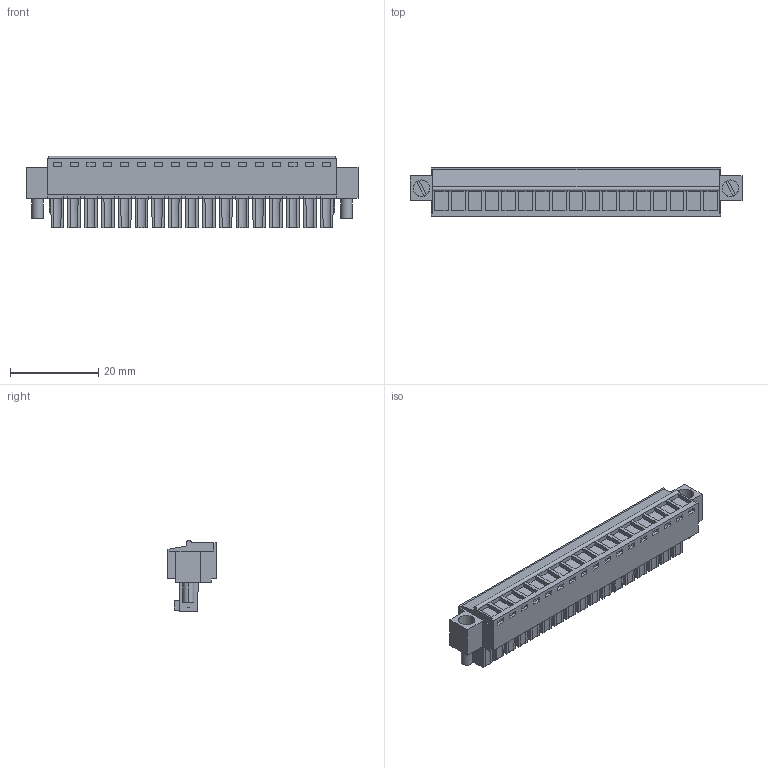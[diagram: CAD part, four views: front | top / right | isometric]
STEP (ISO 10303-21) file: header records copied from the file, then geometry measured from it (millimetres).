
FILE_DESCRIPTION(('CATIA V5 STEP','CAx-IF Rec.Pracs.--- Model Styling and Organization---1.2---2011-12-15'),'2;1');
FILE_NAME ('D1459752_0_1941360000_1941360000.stp','2017-04-14T13:21:26+00:00',('none'),('Weidmueller'),'CATIA Version 5-6 Release 2014','CATIA V5 STEP AP214','none');
FILE_SCHEMA(('AUTOMOTIVE_DESIGN { 1 0 10303 214 1 1 1 1 }'));
Length unit declared in the file: millimetre
Products named in the file (1): 1941360000
Bounding box: 75.16 x 11.1 x 16.1 mm (x, y, z)
Volume: 7022.5 mm3; surface area: 6564.8 mm2
Topology: 20 solids, 20 shells, 880 faces, 2203 edges, 1452 vertices
Faces by surface type: plane 727, cylinder 153
Entity records: 24052 total; most frequent: CARTESIAN_POINT 4586, ORIENTED_EDGE 4406, DIRECTION 3142, EDGE_CURVE 2203, VECTOR 1787, LINE 1787, VERTEX_POINT 1452, EDGE_LOOP 973
